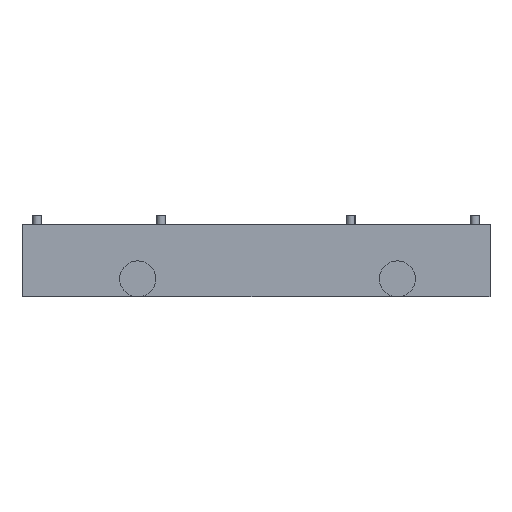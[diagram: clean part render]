
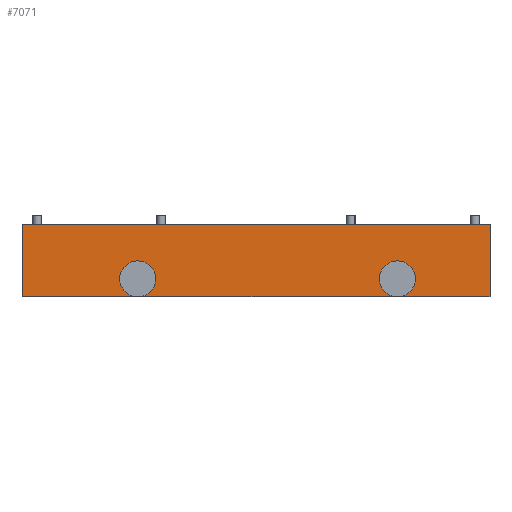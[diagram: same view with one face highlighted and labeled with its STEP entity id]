
A CAD part, left-side view. The second image highlights one B-rep face of the part: STEP entity #7071.
In plain terms, the highlighted planar face has unit normal (-1, 0, 0).
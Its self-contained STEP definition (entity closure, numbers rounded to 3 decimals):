
#142 = LINE ( 'NONE', #13149, #5579 ) ;
#255 = VECTOR ( 'NONE', #8280, 1000. ) ;
#283 = VERTEX_POINT ( 'NONE', #11420 ) ;
#297 = CIRCLE ( 'NONE', #6266, 6.35 ) ;
#409 = AXIS2_PLACEMENT_3D ( 'NONE', #13303, #12222, #2393 ) ;
#700 = VERTEX_POINT ( 'NONE', #9301 ) ;
#726 = CARTESIAN_POINT ( 'NONE',  ( 0., 0., 0. ) ) ;
#957 = ORIENTED_EDGE ( 'NONE', *, *, #5597, .F. ) ;
#1584 = VERTEX_POINT ( 'NONE', #9149 ) ;
#1697 = CIRCLE ( 'NONE', #10423, 6.35 ) ;
#1908 = EDGE_CURVE ( 'NONE', #13263, #8391, #9063, .T. ) ;
#2317 = AXIS2_PLACEMENT_3D ( 'NONE', #12094, #3534, #13315 ) ;
#2323 = EDGE_CURVE ( 'NONE', #8267, #13858, #1697, .T. ) ;
#2368 = ORIENTED_EDGE ( 'NONE', *, *, #1908, .F. ) ;
#2393 = DIRECTION ( 'NONE',  ( 0., 0., -1. ) ) ;
#3134 = DIRECTION ( 'NONE',  ( 1., 0., 0. ) ) ;
#3246 = DIRECTION ( 'NONE',  ( 0., 0., 1. ) ) ;
#3305 = DIRECTION ( 'NONE',  ( 0., 1., 0. ) ) ;
#3505 = DIRECTION ( 'NONE',  ( 1., 0., 0. ) ) ;
#3534 = DIRECTION ( 'NONE',  ( 1., 0., 0. ) ) ;
#3782 = LINE ( 'NONE', #8318, #10319 ) ;
#3806 = CARTESIAN_POINT ( 'NONE',  ( 0., 164.846, -25.4 ) ) ;
#3933 = ORIENTED_EDGE ( 'NONE', *, *, #5497, .T. ) ;
#4292 = CARTESIAN_POINT ( 'NONE',  ( 0., 40.767, -6.35 ) ) ;
#4887 = EDGE_CURVE ( 'NONE', #700, #5153, #3782, .T. ) ;
#5153 = VERTEX_POINT ( 'NONE', #5584 ) ;
#5469 = CARTESIAN_POINT ( 'NONE',  ( 0., 164.846, -25.4 ) ) ;
#5497 = EDGE_CURVE ( 'NONE', #1584, #283, #7133, .T. ) ;
#5579 = VECTOR ( 'NONE', #3305, 1000. ) ;
#5584 = CARTESIAN_POINT ( 'NONE',  ( 0., 0., -25.4 ) ) ;
#5597 = EDGE_CURVE ( 'NONE', #5153, #13263, #8208, .T. ) ;
#5920 = CARTESIAN_POINT ( 'NONE',  ( 0., 0., -25.4 ) ) ;
#6266 = AXIS2_PLACEMENT_3D ( 'NONE', #4292, #8743, #8602 ) ;
#6358 = VECTOR ( 'NONE', #12778, 1000. ) ;
#6442 = FACE_OUTER_BOUND ( 'NONE', #11958, .T. ) ;
#6474 = ORIENTED_EDGE ( 'NONE', *, *, #6995, .T. ) ;
#6571 = ORIENTED_EDGE ( 'NONE', *, *, #2323, .T. ) ;
#6608 = CIRCLE ( 'NONE', #409, 6.35 ) ;
#6995 = EDGE_CURVE ( 'NONE', #700, #1584, #142, .T. ) ;
#7069 = EDGE_CURVE ( 'NONE', #283, #1584, #297, .T. ) ;
#7071 = ADVANCED_FACE ( 'NONE', ( #6442 ), #13117, .F. ) ;
#7133 = CIRCLE ( 'NONE', #2317, 6.35 ) ;
#8208 = LINE ( 'NONE', #5920, #255 ) ;
#8267 = VERTEX_POINT ( 'NONE', #8619 ) ;
#8280 = DIRECTION ( 'NONE',  ( 0., 1., 0. ) ) ;
#8306 = ORIENTED_EDGE ( 'NONE', *, *, #12000, .T. ) ;
#8318 = CARTESIAN_POINT ( 'NONE',  ( 0., 0., 0. ) ) ;
#8328 = AXIS2_PLACEMENT_3D ( 'NONE', #12040, #3134, #10821 ) ;
#8334 = LINE ( 'NONE', #11699, #6358 ) ;
#8391 = VERTEX_POINT ( 'NONE', #9390 ) ;
#8399 = ORIENTED_EDGE ( 'NONE', *, *, #4887, .F. ) ;
#8602 = DIRECTION ( 'NONE',  ( 0., 0., -1. ) ) ;
#8619 = CARTESIAN_POINT ( 'NONE',  ( 0., 132.207, 0. ) ) ;
#8743 = DIRECTION ( 'NONE',  ( 1., 0., 0. ) ) ;
#8745 = DIRECTION ( 'NONE',  ( 0., 1., 0. ) ) ;
#9063 = LINE ( 'NONE', #5469, #12225 ) ;
#9149 = CARTESIAN_POINT ( 'NONE',  ( 0., 40.767, 0. ) ) ;
#9301 = CARTESIAN_POINT ( 'NONE',  ( 0., 0., 0. ) ) ;
#9390 = CARTESIAN_POINT ( 'NONE',  ( 0., 164.846, 0. ) ) ;
#10319 = VECTOR ( 'NONE', #10475, 1000. ) ;
#10423 = AXIS2_PLACEMENT_3D ( 'NONE', #11065, #3505, #13068 ) ;
#10475 = DIRECTION ( 'NONE',  ( 0., 0., -1. ) ) ;
#10821 = DIRECTION ( 'NONE',  ( 0., 1., 0. ) ) ;
#11065 = CARTESIAN_POINT ( 'NONE',  ( 0., 132.207, -6.35 ) ) ;
#11420 = CARTESIAN_POINT ( 'NONE',  ( 0., 40.767, -12.7 ) ) ;
#11699 = CARTESIAN_POINT ( 'NONE',  ( 0., 0., 0. ) ) ;
#11958 = EDGE_LOOP ( 'NONE', ( #12402, #2368, #957, #8399, #6474, #3933, #13871, #8306, #6571, #12238 ) ) ;
#12000 = EDGE_CURVE ( 'NONE', #1584, #8267, #8334, .T. ) ;
#12040 = CARTESIAN_POINT ( 'NONE',  ( 0., 0., 0. ) ) ;
#12094 = CARTESIAN_POINT ( 'NONE',  ( 0., 40.767, -6.35 ) ) ;
#12222 = DIRECTION ( 'NONE',  ( 1., 0., 0. ) ) ;
#12225 = VECTOR ( 'NONE', #3246, 1000. ) ;
#12238 = ORIENTED_EDGE ( 'NONE', *, *, #12968, .T. ) ;
#12402 = ORIENTED_EDGE ( 'NONE', *, *, #13678, .T. ) ;
#12547 = CARTESIAN_POINT ( 'NONE',  ( 0., 132.207, -12.7 ) ) ;
#12778 = DIRECTION ( 'NONE',  ( 0., 1., 0. ) ) ;
#12780 = LINE ( 'NONE', #726, #12924 ) ;
#12924 = VECTOR ( 'NONE', #8745, 1000. ) ;
#12968 = EDGE_CURVE ( 'NONE', #13858, #8267, #6608, .T. ) ;
#13068 = DIRECTION ( 'NONE',  ( 0., 0., -1. ) ) ;
#13117 = PLANE ( 'NONE',  #8328 ) ;
#13149 = CARTESIAN_POINT ( 'NONE',  ( 0., 0., 0. ) ) ;
#13263 = VERTEX_POINT ( 'NONE', #3806 ) ;
#13303 = CARTESIAN_POINT ( 'NONE',  ( 0., 132.207, -6.35 ) ) ;
#13315 = DIRECTION ( 'NONE',  ( 0., 0., -1. ) ) ;
#13678 = EDGE_CURVE ( 'NONE', #8267, #8391, #12780, .T. ) ;
#13858 = VERTEX_POINT ( 'NONE', #12547 ) ;
#13871 = ORIENTED_EDGE ( 'NONE', *, *, #7069, .T. ) ;
